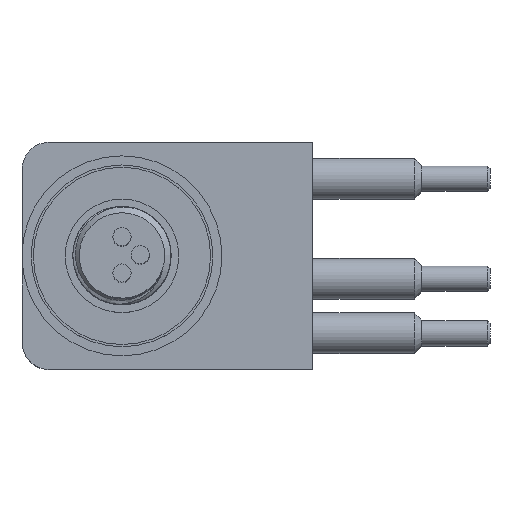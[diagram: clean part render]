
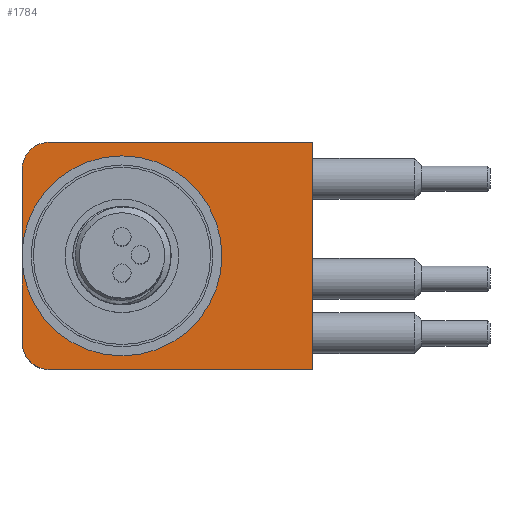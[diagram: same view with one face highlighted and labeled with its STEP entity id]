
A CAD part, top view. The second image highlights one B-rep face of the part: STEP entity #1784.
In plain terms, the highlighted planar face has unit normal (0, 0, 1).
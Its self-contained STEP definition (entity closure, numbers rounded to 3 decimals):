
#55=PLANE($,#1900);
#65=LINE($,#5317,#183);
#66=LINE($,#5319,#184);
#172=LINE($,#6258,#290);
#173=LINE($,#6260,#291);
#174=LINE($,#6261,#292);
#183=VECTOR($,#1934,9.5);
#184=VECTOR($,#1935,9.5);
#290=VECTOR($,#2239,29.);
#291=VECTOR($,#2240,25.);
#292=VECTOR($,#2241,29.);
#353=CIRCLE($,#1797,3.);
#356=CIRCLE($,#1803,3.);
#390=CIRCLE($,#1898,11.);
#501=FACE_OUTER_BOUND($,#637,.T.);
#637=EDGE_LOOP($,(#1485,#1486,#1487,#1488,#1489,#1490,#1491,#1492));
#723=VERTEX_POINT($,#5297);
#724=VERTEX_POINT($,#5298);
#731=VERTEX_POINT($,#5316);
#732=VERTEX_POINT($,#5318);
#733=VERTEX_POINT($,#5322);
#877=VERTEX_POINT($,#6257);
#878=VERTEX_POINT($,#6259);
#889=EDGE_CURVE($,#723,#724,#353,.T.);
#898=EDGE_CURVE($,#724,#731,#65,.T.);
#899=EDGE_CURVE($,#731,#732,#66,.T.);
#901=EDGE_CURVE($,#732,#733,#356,.T.);
#1101=EDGE_CURVE($,#731,#731,#390,.T.);
#1102=EDGE_CURVE($,#877,#723,#172,.T.);
#1103=EDGE_CURVE($,#878,#877,#173,.T.);
#1104=EDGE_CURVE($,#733,#878,#174,.T.);
#1485=ORIENTED_EDGE($,*,*,#889,.F.);
#1486=ORIENTED_EDGE($,*,*,#1102,.F.);
#1487=ORIENTED_EDGE($,*,*,#1103,.F.);
#1488=ORIENTED_EDGE($,*,*,#1104,.F.);
#1489=ORIENTED_EDGE($,*,*,#901,.F.);
#1490=ORIENTED_EDGE($,*,*,#899,.F.);
#1491=ORIENTED_EDGE($,*,*,#1101,.T.);
#1492=ORIENTED_EDGE($,*,*,#898,.F.);
#1784=ADVANCED_FACE($,(#501),#55,.T.);
#1797=AXIS2_PLACEMENT_3D($,#5299,#1918,#1919);
#1803=AXIS2_PLACEMENT_3D($,#5323,#1939,#1940);
#1898=AXIS2_PLACEMENT_3D($,#6254,#2233,#2234);
#1900=AXIS2_PLACEMENT_3D($,#6256,#2237,#2238);
#1918=DIRECTION('center_axis',(0.,0.,-1.));
#1919=DIRECTION('ref_axis',(-0.707,-0.707,0.));
#1934=DIRECTION($,(0.,1.,0.));
#1935=DIRECTION($,(0.,1.,0.));
#1939=DIRECTION('center_axis',(0.,0.,-1.));
#1940=DIRECTION('ref_axis',(-0.707,0.707,0.));
#2233=DIRECTION('center_axis',(0.,0.,-1.));
#2234=DIRECTION('ref_axis',(-1.,0.,0.));
#2237=DIRECTION('center_axis',(0.,0.,1.));
#2238=DIRECTION('ref_axis',(1.,0.,0.));
#2239=DIRECTION($,(-1.,0.,0.));
#2240=DIRECTION($,(0.,-1.,0.));
#2241=DIRECTION($,(1.,0.,0.));
#5297=CARTESIAN_POINT('',(-13.,-12.5,7.));
#5298=CARTESIAN_POINT('',(-16.,-9.5,7.));
#5299=CARTESIAN_POINT('Origin',(-13.,-9.5,7.));
#5316=CARTESIAN_POINT('',(-16.,0.,7.));
#5317=CARTESIAN_POINT($,(-16.,12.5,7.));
#5318=CARTESIAN_POINT('',(-16.,9.5,7.));
#5319=CARTESIAN_POINT($,(-16.,12.5,7.));
#5322=CARTESIAN_POINT('',(-13.,12.5,7.));
#5323=CARTESIAN_POINT('Origin',(-13.,9.5,7.));
#6254=CARTESIAN_POINT('Origin',(-5.,0.,7.));
#6256=CARTESIAN_POINT('Origin',(0.,0.,7.));
#6257=CARTESIAN_POINT('',(16.,-12.5,7.));
#6258=CARTESIAN_POINT($,(-16.,-12.5,7.));
#6259=CARTESIAN_POINT('',(16.,12.5,7.));
#6260=CARTESIAN_POINT($,(16.,-12.5,7.));
#6261=CARTESIAN_POINT($,(16.,12.5,7.));
